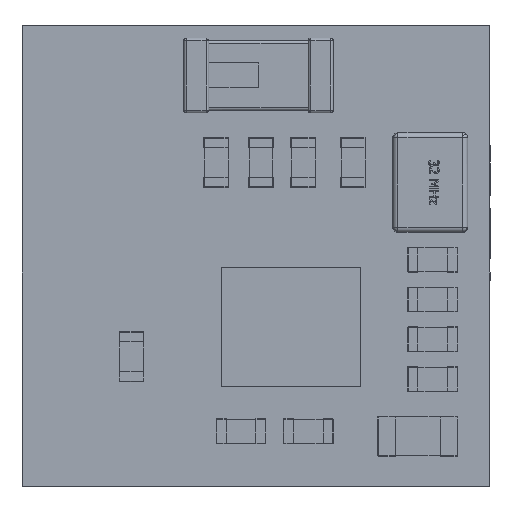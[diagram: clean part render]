
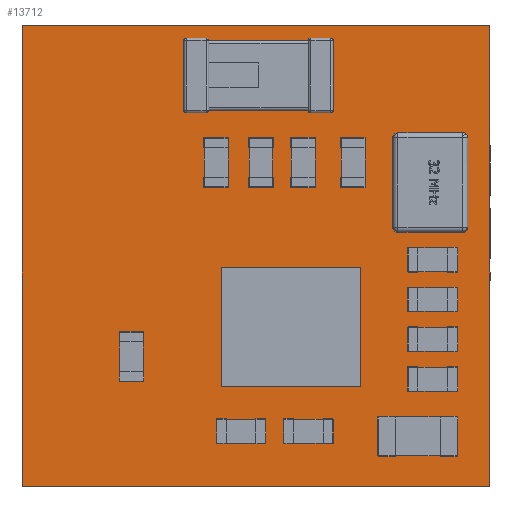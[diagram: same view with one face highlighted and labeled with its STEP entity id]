
A CAD part, top view. The second image highlights one B-rep face of the part: STEP entity #13712.
In plain terms, the highlighted planar face has unit normal (0, 0, 1).
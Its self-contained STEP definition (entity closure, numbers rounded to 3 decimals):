
#13418 = PLANE('',#13419);
#13419 = AXIS2_PLACEMENT_3D('',#13420,#13421,#13422);
#13420 = CARTESIAN_POINT('',(9.4,9.25,-0.411));
#13421 = DIRECTION('',(0.,-1.,0.));
#13422 = DIRECTION('',(0.,-0.,-1.));
#13446 = PLANE('',#13447);
#13447 = AXIS2_PLACEMENT_3D('',#13448,#13449,#13450);
#13448 = CARTESIAN_POINT('',(9.4,0.,-0.411));
#13449 = DIRECTION('',(-1.,0.,0.));
#13450 = DIRECTION('',(0.,0.,1.));
#13474 = PLANE('',#13475);
#13475 = AXIS2_PLACEMENT_3D('',#13476,#13477,#13478);
#13476 = CARTESIAN_POINT('',(0.,0.,-0.411));
#13477 = DIRECTION('',(-0.,1.,0.));
#13478 = DIRECTION('',(0.,0.,1.));
#13500 = PLANE('',#13501);
#13501 = AXIS2_PLACEMENT_3D('',#13502,#13503,#13504);
#13502 = CARTESIAN_POINT('',(0.,9.25,-0.411));
#13503 = DIRECTION('',(1.,0.,0.));
#13504 = DIRECTION('',(0.,0.,-1.));
#13517 = VERTEX_POINT('',#13518);
#13518 = CARTESIAN_POINT('',(9.4,9.25,0.));
#13539 = EDGE_CURVE('',#13540,#13517,#13542,.T.);
#13540 = VERTEX_POINT('',#13541);
#13541 = CARTESIAN_POINT('',(9.4,0.,0.));
#13542 = SURFACE_CURVE('',#13543,(#13547,#13554),.PCURVE_S1.);
#13543 = LINE('',#13544,#13545);
#13544 = CARTESIAN_POINT('',(9.4,0.,0.));
#13545 = VECTOR('',#13546,1.);
#13546 = DIRECTION('',(0.,1.,-0.));
#13547 = PCURVE('',#13446,#13548);
#13548 = DEFINITIONAL_REPRESENTATION('',(#13549),#13553);
#13549 = LINE('',#13550,#13551);
#13550 = CARTESIAN_POINT('',(0.411,0.));
#13551 = VECTOR('',#13552,1.);
#13552 = DIRECTION('',(0.,1.));
#13553 = ( GEOMETRIC_REPRESENTATION_CONTEXT(2) 
PARAMETRIC_REPRESENTATION_CONTEXT() REPRESENTATION_CONTEXT('2D SPACE',''
  ) );
#13554 = PCURVE('',#13555,#13560);
#13555 = PLANE('',#13556);
#13556 = AXIS2_PLACEMENT_3D('',#13557,#13558,#13559);
#13557 = CARTESIAN_POINT('',(0.,0.,0.));
#13558 = DIRECTION('',(0.,0.,-1.));
#13559 = DIRECTION('',(-1.,0.,-0.));
#13560 = DEFINITIONAL_REPRESENTATION('',(#13561),#13565);
#13561 = LINE('',#13562,#13563);
#13562 = CARTESIAN_POINT('',(-9.4,0.));
#13563 = VECTOR('',#13564,1.);
#13564 = DIRECTION('',(0.,1.));
#13565 = ( GEOMETRIC_REPRESENTATION_CONTEXT(2) 
PARAMETRIC_REPRESENTATION_CONTEXT() REPRESENTATION_CONTEXT('2D SPACE',''
  ) );
#13593 = VERTEX_POINT('',#13594);
#13594 = CARTESIAN_POINT('',(0.,9.25,0.));
#13615 = EDGE_CURVE('',#13517,#13593,#13616,.T.);
#13616 = SURFACE_CURVE('',#13617,(#13621,#13628),.PCURVE_S1.);
#13617 = LINE('',#13618,#13619);
#13618 = CARTESIAN_POINT('',(9.4,9.25,0.));
#13619 = VECTOR('',#13620,1.);
#13620 = DIRECTION('',(-1.,-0.,-0.));
#13621 = PCURVE('',#13418,#13622);
#13622 = DEFINITIONAL_REPRESENTATION('',(#13623),#13627);
#13623 = LINE('',#13624,#13625);
#13624 = CARTESIAN_POINT('',(-0.411,0.));
#13625 = VECTOR('',#13626,1.);
#13626 = DIRECTION('',(0.,-1.));
#13627 = ( GEOMETRIC_REPRESENTATION_CONTEXT(2) 
PARAMETRIC_REPRESENTATION_CONTEXT() REPRESENTATION_CONTEXT('2D SPACE',''
  ) );
#13628 = PCURVE('',#13555,#13629);
#13629 = DEFINITIONAL_REPRESENTATION('',(#13630),#13634);
#13630 = LINE('',#13631,#13632);
#13631 = CARTESIAN_POINT('',(-9.4,9.25));
#13632 = VECTOR('',#13633,1.);
#13633 = DIRECTION('',(1.,0.));
#13634 = ( GEOMETRIC_REPRESENTATION_CONTEXT(2) 
PARAMETRIC_REPRESENTATION_CONTEXT() REPRESENTATION_CONTEXT('2D SPACE',''
  ) );
#13642 = VERTEX_POINT('',#13643);
#13643 = CARTESIAN_POINT('',(0.,0.,0.));
#13664 = EDGE_CURVE('',#13593,#13642,#13665,.T.);
#13665 = SURFACE_CURVE('',#13666,(#13670,#13677),.PCURVE_S1.);
#13666 = LINE('',#13667,#13668);
#13667 = CARTESIAN_POINT('',(0.,9.25,0.));
#13668 = VECTOR('',#13669,1.);
#13669 = DIRECTION('',(0.,-1.,-0.));
#13670 = PCURVE('',#13500,#13671);
#13671 = DEFINITIONAL_REPRESENTATION('',(#13672),#13676);
#13672 = LINE('',#13673,#13674);
#13673 = CARTESIAN_POINT('',(-0.411,0.));
#13674 = VECTOR('',#13675,1.);
#13675 = DIRECTION('',(0.,-1.));
#13676 = ( GEOMETRIC_REPRESENTATION_CONTEXT(2) 
PARAMETRIC_REPRESENTATION_CONTEXT() REPRESENTATION_CONTEXT('2D SPACE',''
  ) );
#13677 = PCURVE('',#13555,#13678);
#13678 = DEFINITIONAL_REPRESENTATION('',(#13679),#13683);
#13679 = LINE('',#13680,#13681);
#13680 = CARTESIAN_POINT('',(0.,9.25));
#13681 = VECTOR('',#13682,1.);
#13682 = DIRECTION('',(0.,-1.));
#13683 = ( GEOMETRIC_REPRESENTATION_CONTEXT(2) 
PARAMETRIC_REPRESENTATION_CONTEXT() REPRESENTATION_CONTEXT('2D SPACE',''
  ) );
#13691 = EDGE_CURVE('',#13642,#13540,#13692,.T.);
#13692 = SURFACE_CURVE('',#13693,(#13697,#13704),.PCURVE_S1.);
#13693 = LINE('',#13694,#13695);
#13694 = CARTESIAN_POINT('',(0.,0.,0.));
#13695 = VECTOR('',#13696,1.);
#13696 = DIRECTION('',(1.,0.,0.));
#13697 = PCURVE('',#13474,#13698);
#13698 = DEFINITIONAL_REPRESENTATION('',(#13699),#13703);
#13699 = LINE('',#13700,#13701);
#13700 = CARTESIAN_POINT('',(0.411,0.));
#13701 = VECTOR('',#13702,1.);
#13702 = DIRECTION('',(0.,1.));
#13703 = ( GEOMETRIC_REPRESENTATION_CONTEXT(2) 
PARAMETRIC_REPRESENTATION_CONTEXT() REPRESENTATION_CONTEXT('2D SPACE',''
  ) );
#13704 = PCURVE('',#13555,#13705);
#13705 = DEFINITIONAL_REPRESENTATION('',(#13706),#13710);
#13706 = LINE('',#13707,#13708);
#13707 = CARTESIAN_POINT('',(0.,0.));
#13708 = VECTOR('',#13709,1.);
#13709 = DIRECTION('',(-1.,0.));
#13710 = ( GEOMETRIC_REPRESENTATION_CONTEXT(2) 
PARAMETRIC_REPRESENTATION_CONTEXT() REPRESENTATION_CONTEXT('2D SPACE',''
  ) );
#13712 = ADVANCED_FACE('',(#13713),#13555,.F.);
#13713 = FACE_BOUND('',#13714,.T.);
#13714 = EDGE_LOOP('',(#13715,#13716,#13717,#13718));
#13715 = ORIENTED_EDGE('',*,*,#13539,.T.);
#13716 = ORIENTED_EDGE('',*,*,#13615,.T.);
#13717 = ORIENTED_EDGE('',*,*,#13664,.T.);
#13718 = ORIENTED_EDGE('',*,*,#13691,.T.);
